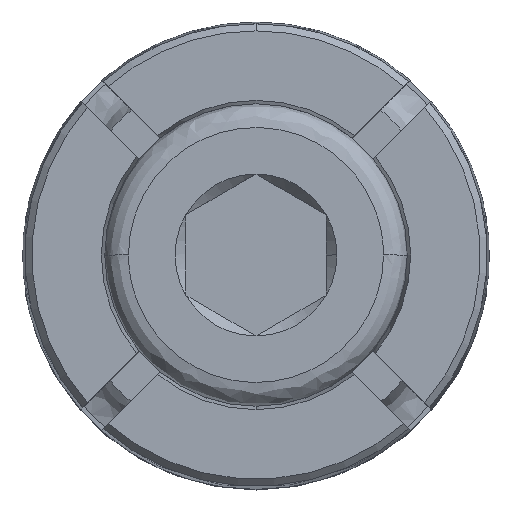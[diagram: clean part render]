
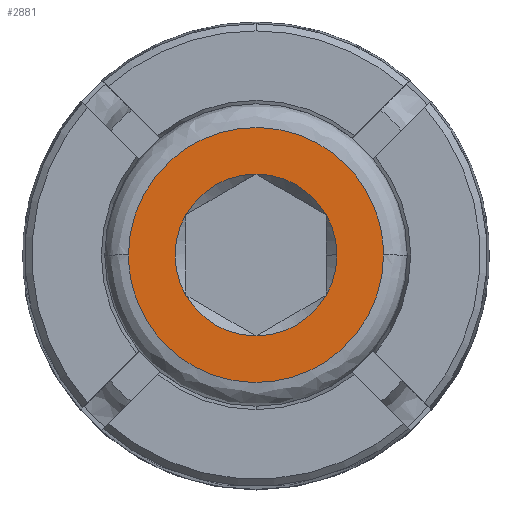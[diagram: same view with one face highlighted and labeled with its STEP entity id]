
A CAD part, top view. The second image highlights one B-rep face of the part: STEP entity #2881.
In plain terms, the highlighted planar face has unit normal (0, 0, 1).
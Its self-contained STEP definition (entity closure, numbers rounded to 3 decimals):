
#106 = DIRECTION ( 'NONE',  ( 1., 0., 0. ) ) ;
#118 = DIRECTION ( 'NONE',  ( 0., 0., -1. ) ) ;
#150 = CIRCLE ( 'NONE', #2689, 1.732 ) ;
#164 = EDGE_CURVE ( 'NONE', #1492, #1316, #2309, .T. ) ;
#175 = CARTESIAN_POINT ( 'NONE',  ( 2.73, 0., 4. ) ) ;
#207 = CIRCLE ( 'NONE', #1430, 1.732 ) ;
#217 = FACE_OUTER_BOUND ( 'NONE', #238, .T. ) ;
#238 = EDGE_LOOP ( 'NONE', ( #1659, #829 ) ) ;
#269 = DIRECTION ( 'NONE',  ( 1., 0., 0. ) ) ;
#289 = CARTESIAN_POINT ( 'NONE',  ( 2.73, 0., 4. ) ) ;
#360 = AXIS2_PLACEMENT_3D ( 'NONE', #2520, #559, #3030 ) ;
#401 = CARTESIAN_POINT ( 'NONE',  ( 0., 0., 4. ) ) ;
#539 = CARTESIAN_POINT ( 'NONE',  ( -2.73, 0., 4. ) ) ;
#558 = EDGE_CURVE ( 'NONE', #1912, #2942, #150, .T. ) ;
#559 = DIRECTION ( 'NONE',  ( 0., 0., -1. ) ) ;
#575 = AXIS2_PLACEMENT_3D ( 'NONE', #2947, #2221, #1688 ) ;
#620 = CIRCLE ( 'NONE', #360, 1.732 ) ;
#648 = DIRECTION ( 'NONE',  ( 1., 0., 0. ) ) ;
#751 = ORIENTED_EDGE ( 'NONE', *, *, #1758, .T. ) ;
#819 = DIRECTION ( 'NONE',  ( 0., 0., -1. ) ) ;
#825 = AXIS2_PLACEMENT_3D ( 'NONE', #3188, #917, #1910 ) ;
#829 = ORIENTED_EDGE ( 'NONE', *, *, #831, .F. ) ;
#831 = EDGE_CURVE ( 'NONE', #3153, #1282, #2009, .T. ) ;
#853 = ORIENTED_EDGE ( 'NONE', *, *, #164, .T. ) ;
#857 = DIRECTION ( 'NONE',  ( 1., 0., 0. ) ) ;
#877 = CIRCLE ( 'NONE', #2489, 1.732 ) ;
#904 = CARTESIAN_POINT ( 'NONE',  ( 2.731, 5.461, 4. ) ) ;
#917 = DIRECTION ( 'NONE',  ( 0., 0., 1. ) ) ;
#999 = ORIENTED_EDGE ( 'NONE', *, *, #2612, .T. ) ;
#1124 = CARTESIAN_POINT ( 'NONE',  ( 1.5, -0.866, 4. ) ) ;
#1264 = CARTESIAN_POINT ( 'NONE',  ( 2.73, -5.461, 4. ) ) ;
#1282 = VERTEX_POINT ( 'NONE', #1524 ) ;
#1308 = ORIENTED_EDGE ( 'NONE', *, *, #2677, .T. ) ;
#1316 = VERTEX_POINT ( 'NONE', #2575 ) ;
#1353 = CARTESIAN_POINT ( 'NONE',  ( 2.73, 0., 4. ) ) ;
#1430 = AXIS2_PLACEMENT_3D ( 'NONE', #2093, #2109, #857 ) ;
#1492 = VERTEX_POINT ( 'NONE', #1124 ) ;
#1520 = ORIENTED_EDGE ( 'NONE', *, *, #2964, .T. ) ;
#1524 = CARTESIAN_POINT ( 'NONE',  ( -2.73, 0., 4. ) ) ;
#1553 = EDGE_LOOP ( 'NONE', ( #1891, #751, #1308, #999, #2318, #853, #1520 ) ) ;
#1567 = DIRECTION ( 'NONE',  ( 1., 0., 0. ) ) ;
#1608 = CARTESIAN_POINT ( 'NONE',  ( 0., 0., 4. ) ) ;
#1659 = ORIENTED_EDGE ( 'NONE', *, *, #2435, .F. ) ;
#1688 = DIRECTION ( 'NONE',  ( 1., 0., 0. ) ) ;
#1758 = EDGE_CURVE ( 'NONE', #2942, #3020, #2582, .T. ) ;
#1779 = VERTEX_POINT ( 'NONE', #2073 ) ;
#1891 = ORIENTED_EDGE ( 'NONE', *, *, #558, .T. ) ;
#1910 = DIRECTION ( 'NONE',  ( 1., 0., 0. ) ) ;
#1912 = VERTEX_POINT ( 'NONE', #3092 ) ;
#1944 = CARTESIAN_POINT ( 'NONE',  ( -1.5, 0.866, 4. ) ) ;
#1986 = EDGE_CURVE ( 'NONE', #2242, #1492, #207, .T. ) ;
#1991 = CARTESIAN_POINT ( 'NONE',  ( -2.731, -5.461, 4. ) ) ;
#2009 =( BOUNDED_CURVE ( )  B_SPLINE_CURVE ( 3, ( #289, #1264, #1991, #539 ),
 .UNSPECIFIED., .F., .T. ) 
 B_SPLINE_CURVE_WITH_KNOTS ( ( 4, 4 ),
 ( 0., 1. ),
 .UNSPECIFIED. ) 
 CURVE ( )  GEOMETRIC_REPRESENTATION_ITEM ( )  RATIONAL_B_SPLINE_CURVE ( ( 1., 0.333, 0.333, 1. ) ) 
 REPRESENTATION_ITEM ( '' )  );
#2059 = CARTESIAN_POINT ( 'NONE',  ( 0., 0., 4. ) ) ;
#2073 = CARTESIAN_POINT ( 'NONE',  ( 1.5, 0.866, 4. ) ) ;
#2093 = CARTESIAN_POINT ( 'NONE',  ( 0., 0., 4. ) ) ;
#2109 = DIRECTION ( 'NONE',  ( 0., 0., -1. ) ) ;
#2132 = CARTESIAN_POINT ( 'NONE',  ( -2.731, 5.461, 4. ) ) ;
#2175 = PLANE ( 'NONE',  #825 ) ;
#2221 = DIRECTION ( 'NONE',  ( 0., 0., -1. ) ) ;
#2242 = VERTEX_POINT ( 'NONE', #2279 ) ;
#2279 = CARTESIAN_POINT ( 'NONE',  ( 1.732, 0., 4. ) ) ;
#2308 = CARTESIAN_POINT ( 'NONE',  ( 0., 0., 4. ) ) ;
#2309 = CIRCLE ( 'NONE', #3001, 1.732 ) ;
#2318 = ORIENTED_EDGE ( 'NONE', *, *, #1986, .T. ) ;
#2377 = CIRCLE ( 'NONE', #575, 1.732 ) ;
#2435 = EDGE_CURVE ( 'NONE', #1282, #3153, #2676, .T. ) ;
#2487 = DIRECTION ( 'NONE',  ( 0., 0., -1. ) ) ;
#2489 = AXIS2_PLACEMENT_3D ( 'NONE', #2059, #2487, #269 ) ;
#2520 = CARTESIAN_POINT ( 'NONE',  ( 0., 0., 4. ) ) ;
#2575 = CARTESIAN_POINT ( 'NONE',  ( 0., -1.732, 4. ) ) ;
#2582 = CIRCLE ( 'NONE', #3110, 1.732 ) ;
#2609 = DIRECTION ( 'NONE',  ( 0., 0., -1. ) ) ;
#2612 = EDGE_CURVE ( 'NONE', #1779, #2242, #620, .T. ) ;
#2629 = CARTESIAN_POINT ( 'NONE',  ( -2.73, 0., 4. ) ) ;
#2647 = FACE_BOUND ( 'NONE', #1553, .T. ) ;
#2676 =( BOUNDED_CURVE ( )  B_SPLINE_CURVE ( 3, ( #2629, #2132, #904, #1353 ),
 .UNSPECIFIED., .F., .T. ) 
 B_SPLINE_CURVE_WITH_KNOTS ( ( 4, 4 ),
 ( 0., 1. ),
 .UNSPECIFIED. ) 
 CURVE ( )  GEOMETRIC_REPRESENTATION_ITEM ( )  RATIONAL_B_SPLINE_CURVE ( ( 1., 0.333, 0.333, 1. ) ) 
 REPRESENTATION_ITEM ( '' )  );
#2677 = EDGE_CURVE ( 'NONE', #3020, #1779, #877, .T. ) ;
#2689 = AXIS2_PLACEMENT_3D ( 'NONE', #401, #118, #648 ) ;
#2766 = CARTESIAN_POINT ( 'NONE',  ( 0., 1.732, 4. ) ) ;
#2881 = ADVANCED_FACE ( 'NONE', ( #217, #2647 ), #2175, .T. ) ;
#2942 = VERTEX_POINT ( 'NONE', #1944 ) ;
#2947 = CARTESIAN_POINT ( 'NONE',  ( 0., 0., 4. ) ) ;
#2964 = EDGE_CURVE ( 'NONE', #1316, #1912, #2377, .T. ) ;
#3001 = AXIS2_PLACEMENT_3D ( 'NONE', #1608, #2609, #106 ) ;
#3020 = VERTEX_POINT ( 'NONE', #2766 ) ;
#3030 = DIRECTION ( 'NONE',  ( 1., 0., 0. ) ) ;
#3092 = CARTESIAN_POINT ( 'NONE',  ( -1.5, -0.866, 4. ) ) ;
#3110 = AXIS2_PLACEMENT_3D ( 'NONE', #2308, #819, #1567 ) ;
#3153 = VERTEX_POINT ( 'NONE', #175 ) ;
#3188 = CARTESIAN_POINT ( 'NONE',  ( 0., 0., 4. ) ) ;
